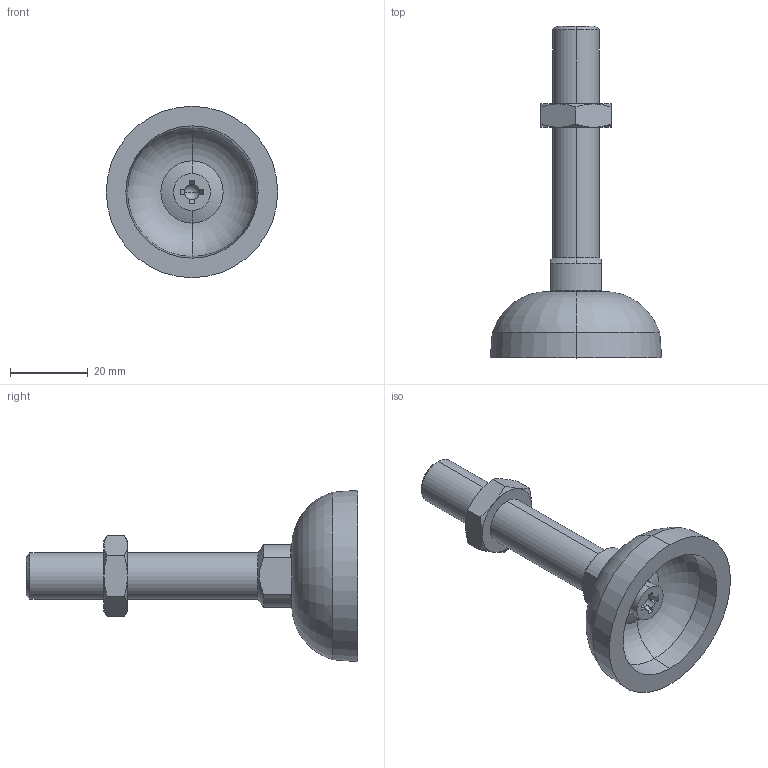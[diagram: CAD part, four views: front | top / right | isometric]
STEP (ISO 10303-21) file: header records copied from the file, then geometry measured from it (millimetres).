
FILE_DESCRIPTION (( 'STEP AP214' ), '1' );
FILE_NAME ('9ab045m12085m.STEP', '2013-06-11T14:39:44', ( 'User' ), ( '' ), 'SwSTEP 2.0', 'SolidWorks 2012', '' );
FILE_SCHEMA (( 'AUTOMOTIVE_DESIGN' ));
Length unit declared in the file: millimetre
Products named in the file (4): ISO4035-M12_6kt-mutter_Hexagon Thin Nut ISO - 4035 - M12 - C; 098 am 12 080 m_098 am 12 080 m vereinfacht; 098a45m_Standard; 9ab045m12085m
Assembly tree (3 placements, depth 2):
  9ab045m12085m
    098a45m_Standard
    098 am 12 080 m_098 am 12 080 m vereinfacht
    ISO4035-M12_6kt-mutter_Hexagon Thin Nut ISO - 4035 - M12 - C
Bounding box: 44 x 85.2 x 44 mm (x, y, z)
Volume: 21131.7 mm3; surface area: 9471 mm2
Topology: 3 solids, 3 shells, 78 faces, 179 edges, 105 vertices
Faces by surface type: cone 28, plane 25, torus 12, cylinder 11, sphere 2
Entity records: 2503 total; most frequent: CARTESIAN_POINT 568, DIRECTION 391, ORIENTED_EDGE 354, EDGE_CURVE 177, AXIS2_PLACEMENT_3D 164, VERTEX_POINT 105, EDGE_LOOP 82, CIRCLE 80
